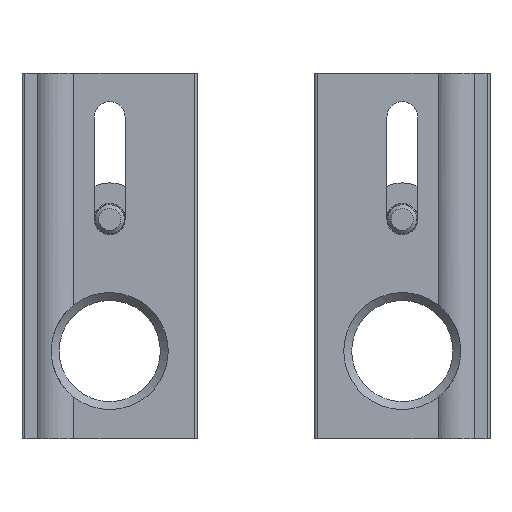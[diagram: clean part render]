
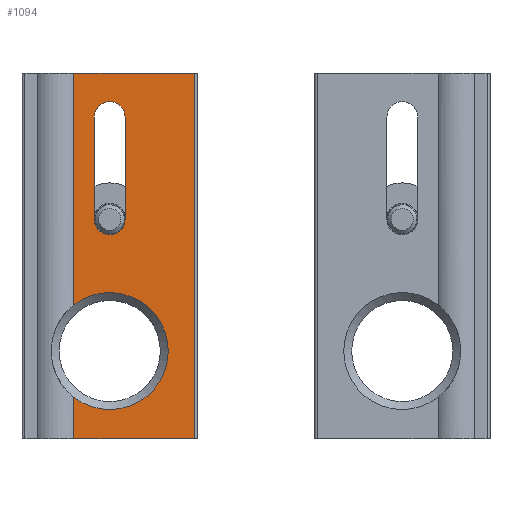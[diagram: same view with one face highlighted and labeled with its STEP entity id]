
A CAD part, front view. The second image highlights one B-rep face of the part: STEP entity #1094.
In plain terms, the highlighted planar face has unit normal (0, -1, 0).
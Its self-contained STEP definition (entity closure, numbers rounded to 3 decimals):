
#68=PLANE('',#1218);
#105=CIRCLE('',#1219,4.);
#106=CIRCLE('',#1220,1.05);
#107=CIRCLE('',#1221,1.05);
#181=ORIENTED_EDGE('',*,*,#473,.F.);
#182=ORIENTED_EDGE('',*,*,#477,.F.);
#183=ORIENTED_EDGE('',*,*,#471,.F.);
#184=ORIENTED_EDGE('',*,*,#478,.T.);
#185=ORIENTED_EDGE('',*,*,#479,.T.);
#186=ORIENTED_EDGE('',*,*,#480,.F.);
#187=ORIENTED_EDGE('',*,*,#481,.T.);
#188=ORIENTED_EDGE('',*,*,#482,.T.);
#189=ORIENTED_EDGE('',*,*,#483,.T.);
#190=ORIENTED_EDGE('',*,*,#484,.T.);
#471=EDGE_CURVE('',#619,#620,#718,.T.);
#473=EDGE_CURVE('',#621,#622,#719,.T.);
#477=EDGE_CURVE('',#620,#621,#105,.T.);
#478=EDGE_CURVE('',#619,#625,#721,.T.);
#479=EDGE_CURVE('',#625,#626,#722,.T.);
#480=EDGE_CURVE('',#622,#626,#723,.T.);
#481=EDGE_CURVE('',#627,#628,#724,.T.);
#482=EDGE_CURVE('',#628,#629,#106,.T.);
#483=EDGE_CURVE('',#629,#630,#725,.T.);
#484=EDGE_CURVE('',#630,#627,#107,.T.);
#619=VERTEX_POINT('',#1728);
#620=VERTEX_POINT('',#1729);
#621=VERTEX_POINT('',#1738);
#622=VERTEX_POINT('',#1740);
#625=VERTEX_POINT('',#1749);
#626=VERTEX_POINT('',#1751);
#627=VERTEX_POINT('',#1754);
#628=VERTEX_POINT('',#1755);
#629=VERTEX_POINT('',#1757);
#630=VERTEX_POINT('',#1759);
#718=LINE('',#1727,#794);
#719=LINE('',#1739,#795);
#721=LINE('',#1748,#797);
#722=LINE('',#1750,#798);
#723=LINE('',#1752,#799);
#724=LINE('',#1753,#800);
#725=LINE('',#1758,#801);
#794=VECTOR('',#1363,1000.);
#795=VECTOR('',#1364,1000.);
#797=VECTOR('',#1374,1000.);
#798=VECTOR('',#1375,1000.);
#799=VECTOR('',#1376,1000.);
#800=VECTOR('',#1377,1000.);
#801=VECTOR('',#1380,1000.);
#871=EDGE_LOOP('',(#181,#182,#183,#184,#185,#186));
#872=EDGE_LOOP('',(#187,#188,#189,#190));
#971=FACE_BOUND('',#871,.T.);
#972=FACE_BOUND('',#872,.T.);
#1094=ADVANCED_FACE('',(#971,#972),#68,.T.);
#1218=AXIS2_PLACEMENT_3D('',#1746,#1370,#1371);
#1219=AXIS2_PLACEMENT_3D('',#1747,#1372,#1373);
#1220=AXIS2_PLACEMENT_3D('',#1756,#1378,#1379);
#1221=AXIS2_PLACEMENT_3D('',#1760,#1381,#1382);
#1363=DIRECTION('',(0.,0.,1.));
#1364=DIRECTION('',(0.,0.,1.));
#1370=DIRECTION('',(0.,-1.,0.));
#1371=DIRECTION('',(0.,0.,-1.));
#1372=DIRECTION('',(0.,-1.,0.));
#1373=DIRECTION('',(0.,0.,-1.));
#1374=DIRECTION('',(1.,0.,0.));
#1375=DIRECTION('',(0.,0.,1.));
#1376=DIRECTION('',(1.,0.,0.));
#1377=DIRECTION('',(0.,0.,-1.));
#1378=DIRECTION('',(0.,1.,0.));
#1379=DIRECTION('',(1.,0.,0.));
#1380=DIRECTION('',(0.,0.,1.));
#1381=DIRECTION('',(0.,1.,0.));
#1382=DIRECTION('',(1.,0.,0.));
#1727=CARTESIAN_POINT('',(-2.455,0.,-25.));
#1728=CARTESIAN_POINT('',(-2.455,0.,-25.));
#1729=CARTESIAN_POINT('',(-2.455,0.,-22.158));
#1738=CARTESIAN_POINT('',(-2.455,0.,-15.842));
#1739=CARTESIAN_POINT('',(-2.455,0.,-25.));
#1740=CARTESIAN_POINT('',(-2.455,0.,0.));
#1746=CARTESIAN_POINT('',(-2.455,0.,-25.));
#1747=CARTESIAN_POINT('',(0.,0.,-19.));
#1748=CARTESIAN_POINT('',(-2.455,0.,-25.));
#1749=CARTESIAN_POINT('',(5.8,0.,-25.));
#1750=CARTESIAN_POINT('',(5.8,0.,-25.));
#1751=CARTESIAN_POINT('',(5.8,0.,0.));
#1752=CARTESIAN_POINT('',(-2.455,0.,0.));
#1753=CARTESIAN_POINT('',(1.05,0.,-3.));
#1754=CARTESIAN_POINT('',(1.05,0.,-3.));
#1755=CARTESIAN_POINT('',(1.05,0.,-10.));
#1756=CARTESIAN_POINT('',(0.,0.,-10.));
#1757=CARTESIAN_POINT('',(-1.05,0.,-10.));
#1758=CARTESIAN_POINT('',(-1.05,0.,-10.));
#1759=CARTESIAN_POINT('',(-1.05,0.,-3.));
#1760=CARTESIAN_POINT('',(0.,0.,-3.));
